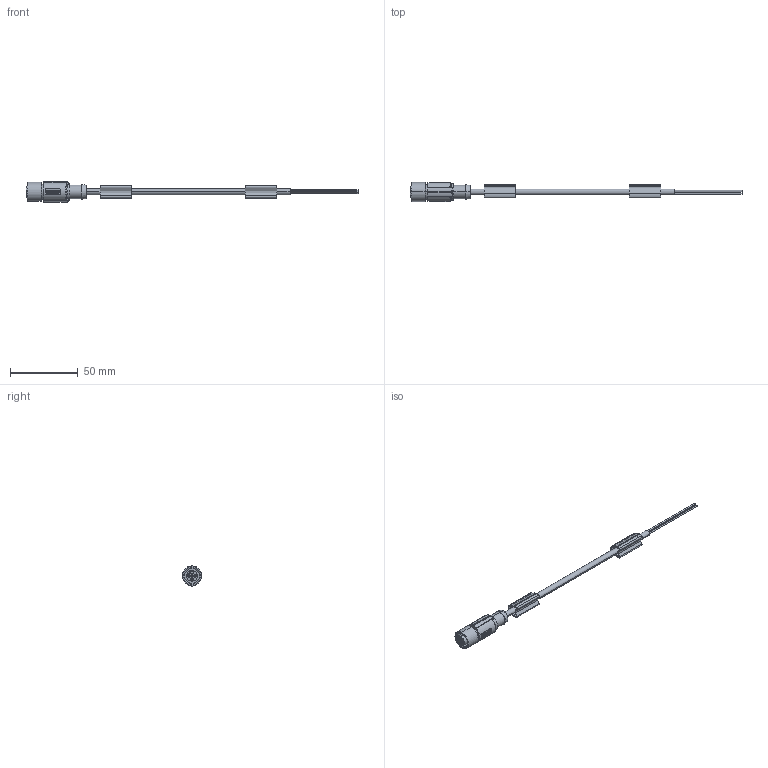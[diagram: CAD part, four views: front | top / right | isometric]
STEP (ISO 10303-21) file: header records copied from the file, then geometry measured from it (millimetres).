
FILE_DESCRIPTION(('SolidDesigner STEP Export'),'2;1');
FILE_NAME('1694787.stp','2011-12-05T12:41:04',(''),(''),'CoCreate Modeling STEP processor for AP214 (Solid Model)','CoCreate Modeling 16.00A 16-Aug-2008 (C) Parametric Technology GmbH','');
FILE_SCHEMA(('AUTOMOTIVE_DESIGN { 1 0 10303 214 1 1 1 1 }'));
Length unit declared in the file: millimetre
Products named in the file (2): 1694787
Assembly tree (1 placements, depth 2):
  1694787
    1694787
Bounding box: 244.4 x 14.4 x 15.2 mm (x, y, z)
Volume: 8761.3 mm3; surface area: 8549.8 mm2
Topology: 1 solids, 1 shells, 551 faces, 1469 edges, 972 vertices
Faces by surface type: plane 330, cylinder 131, extrusion 58, bspline 12, cone 12, torus 8
Entity records: 24212 total; most frequent: CARTESIAN_POINT 6632, ORIENTED_EDGE 2938, DIRECTION 2329, EDGE_CURVE 1469, VECTOR 1035, LINE 977, VERTEX_POINT 972, AXIS2_PLACEMENT_3D 647
